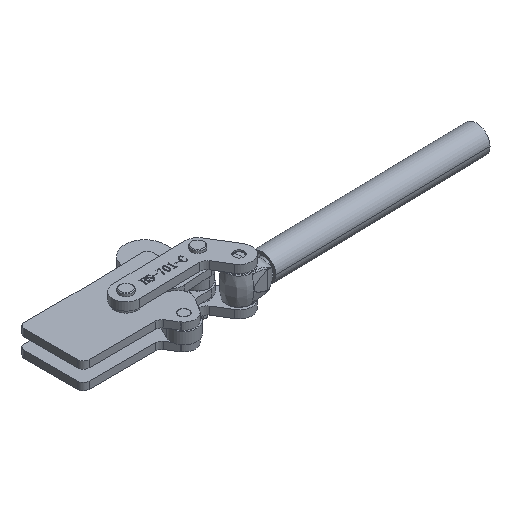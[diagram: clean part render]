
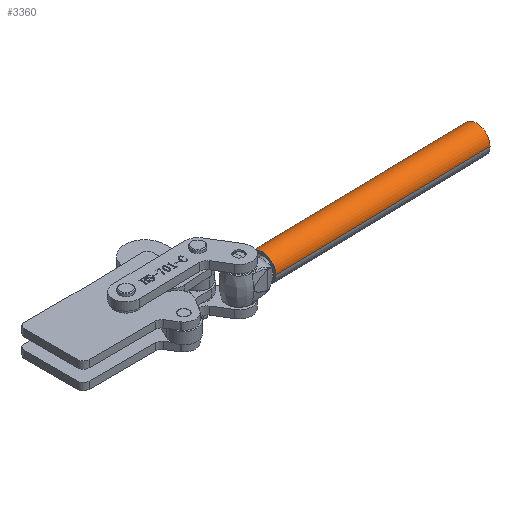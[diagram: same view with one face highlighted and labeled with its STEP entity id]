
A CAD part, isometric view. The second image highlights one B-rep face of the part: STEP entity #3360.
In plain terms, the highlighted cylindrical face has radius 9.5 mm (diameter 19 mm), a partial arc.
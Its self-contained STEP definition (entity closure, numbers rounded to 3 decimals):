
#276 = CYLINDRICAL_SURFACE ( 'NONE', #1836, 9.5 ) ;
#1518 = FACE_OUTER_BOUND ( 'NONE', #22977, .T. ) ;
#1836 = AXIS2_PLACEMENT_3D ( 'NONE', #21411, #21413, #21415 ) ;
#2242 = AXIS2_PLACEMENT_3D ( 'NONE', #13470, #13471, #13472 ) ;
#2279 = EDGE_CURVE ( 'NONE', #3908, #4182, #4065, .T. ) ;
#2450 = AXIS2_PLACEMENT_3D ( 'NONE', #26413, #26412, #26411 ) ;
#2579 = EDGE_CURVE ( 'NONE', #4062, #4172, #6788, .T. ) ;
#2829 = EDGE_CURVE ( 'NONE', #4182, #4172, #7812, .T. ) ;
#3360 = ADVANCED_FACE ( 'NONE', ( #1518 ), #276, .T. ) ;
#3908 = VERTEX_POINT ( 'NONE', #5412 ) ;
#4062 = VERTEX_POINT ( 'NONE', #5316 ) ;
#4065 = CIRCLE ( 'NONE', #2242, 9.5 ) ;
#4172 = VERTEX_POINT ( 'NONE', #5255 ) ;
#4182 = VERTEX_POINT ( 'NONE', #5238 ) ;
#5238 = CARTESIAN_POINT ( 'NONE',  ( 0., 152., 9.5 ) ) ;
#5255 = CARTESIAN_POINT ( 'NONE',  ( 0., 0., 9.5 ) ) ;
#5316 = CARTESIAN_POINT ( 'NONE',  ( 0., 0., -9.5 ) ) ;
#5412 = CARTESIAN_POINT ( 'NONE',  ( 0., 152., -9.5 ) ) ;
#6388 = ORIENTED_EDGE ( 'NONE', *, *, #9871, .T. ) ;
#6788 = CIRCLE ( 'NONE', #2450, 9.5 ) ;
#7807 = VECTOR ( 'NONE', #23711, 1000. ) ;
#7812 = LINE ( 'NONE', #23707, #7807 ) ;
#9871 = EDGE_CURVE ( 'NONE', #3908, #4062, #20375, .T. ) ;
#13470 = CARTESIAN_POINT ( 'NONE',  ( 0., 152., 0. ) ) ;
#13471 = DIRECTION ( 'NONE',  ( 0., 1., 0. ) ) ;
#13472 = DIRECTION ( 'NONE',  ( 0., 0., 1. ) ) ;
#18744 = DIRECTION ( 'NONE',  ( 0., -1., 0. ) ) ;
#18745 = CARTESIAN_POINT ( 'NONE',  ( 0., 152., -9.5 ) ) ;
#20369 = VECTOR ( 'NONE', #18744, 1000. ) ;
#20375 = LINE ( 'NONE', #18745, #20369 ) ;
#21411 = CARTESIAN_POINT ( 'NONE',  ( 0., 152., 0. ) ) ;
#21413 = DIRECTION ( 'NONE',  ( 0., -1., 0. ) ) ;
#21415 = DIRECTION ( 'NONE',  ( 0., 0., -1. ) ) ;
#22977 = EDGE_LOOP ( 'NONE', ( #24299, #24405, #6388, #24311 ) ) ;
#23707 = CARTESIAN_POINT ( 'NONE',  ( 0., 152., 9.5 ) ) ;
#23711 = DIRECTION ( 'NONE',  ( 0., -1., 0. ) ) ;
#24299 = ORIENTED_EDGE ( 'NONE', *, *, #2829, .F. ) ;
#24311 = ORIENTED_EDGE ( 'NONE', *, *, #2579, .T. ) ;
#24405 = ORIENTED_EDGE ( 'NONE', *, *, #2279, .F. ) ;
#26411 = DIRECTION ( 'NONE',  ( 0., 0., 1. ) ) ;
#26412 = DIRECTION ( 'NONE',  ( 0., 1., 0. ) ) ;
#26413 = CARTESIAN_POINT ( 'NONE',  ( 0., 0., 0. ) ) ;
